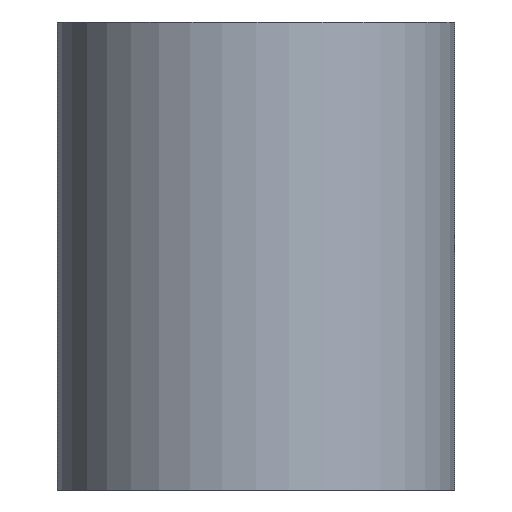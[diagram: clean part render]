
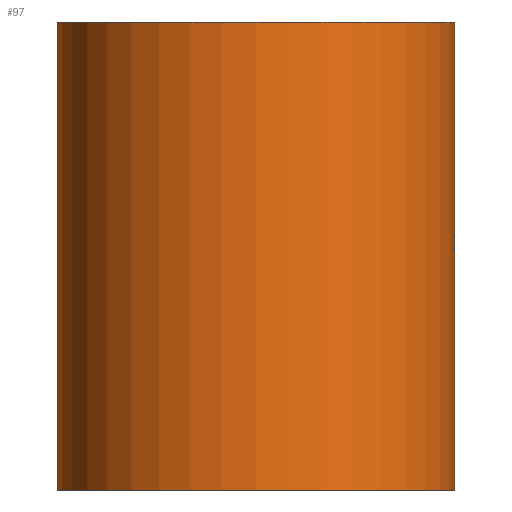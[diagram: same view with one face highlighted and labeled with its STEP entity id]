
A CAD part, left-side view. The second image highlights one B-rep face of the part: STEP entity #97.
In plain terms, the highlighted cylindrical face has radius 4.25 mm (diameter 8.5 mm), a partial arc.
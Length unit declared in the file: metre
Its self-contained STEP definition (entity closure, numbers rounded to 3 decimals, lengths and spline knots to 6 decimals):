
#22=LINE('',#176,#30);
#23=LINE('',#177,#31);
#30=VECTOR('',#147,1.);
#31=VECTOR('',#148,1.);
#44=ORIENTED_EDGE('',*,*,#66,.F.);
#45=ORIENTED_EDGE('',*,*,#60,.F.);
#46=ORIENTED_EDGE('',*,*,#67,.F.);
#47=ORIENTED_EDGE('',*,*,#64,.T.);
#60=EDGE_CURVE('',#72,#73,#78,.T.);
#64=EDGE_CURVE('',#75,#74,#79,.T.);
#66=EDGE_CURVE('',#73,#74,#22,.T.);
#67=EDGE_CURVE('',#75,#72,#23,.F.);
#72=VERTEX_POINT('',#165);
#73=VERTEX_POINT('',#166);
#74=VERTEX_POINT('',#171);
#75=VERTEX_POINT('',#173);
#78=CIRCLE('',#117,0.00425);
#79=CIRCLE('',#119,0.00425);
#83=EDGE_LOOP('',(#44,#45,#46,#47));
#89=FACE_BOUND('',#83,.T.);
#93=CYLINDRICAL_SURFACE('',#120,0.00425);
#97=ADVANCED_FACE('',(#89),#93,.T.);
#117=AXIS2_PLACEMENT_3D('',#164,#135,#136);
#119=AXIS2_PLACEMENT_3D('',#172,#142,#143);
#120=AXIS2_PLACEMENT_3D('',#175,#145,#146);
#135=DIRECTION('',(0.,0.,1.));
#136=DIRECTION('',(1.,0.,0.));
#142=DIRECTION('',(0.,0.,1.));
#143=DIRECTION('',(1.,0.,0.));
#145=DIRECTION('',(0.,0.,-1.));
#146=DIRECTION('',(-1.,0.,0.));
#147=DIRECTION('',(0.,0.,-1.));
#148=DIRECTION('',(0.,0.,-1.));
#164=CARTESIAN_POINT('',(0.,0.,0.01));
#165=CARTESIAN_POINT('',(-0.000204,0.004245,0.01));
#166=CARTESIAN_POINT('',(0.004101,-0.001116,0.01));
#171=CARTESIAN_POINT('',(0.004101,-0.001116,0.));
#172=CARTESIAN_POINT('',(0.,0.,0.));
#173=CARTESIAN_POINT('',(-0.000204,0.004245,0.));
#175=CARTESIAN_POINT('',(0.,0.,0.01));
#176=CARTESIAN_POINT('',(0.004101,-0.001116,0.01));
#177=CARTESIAN_POINT('',(-0.000204,0.004245,0.01));
